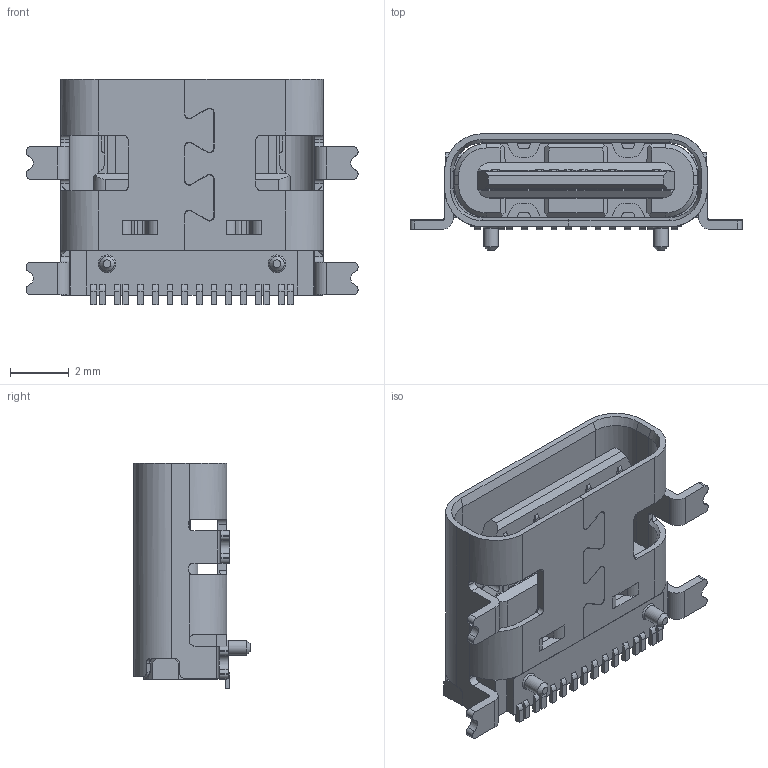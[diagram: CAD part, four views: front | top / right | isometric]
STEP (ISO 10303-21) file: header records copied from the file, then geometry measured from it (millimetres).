
FILE_DESCRIPTION(/* description */ (''),/* implementation_level */ '2;1');
FILE_NAME(/* name */ 'USB4110-GF-A_revA v3.step',/* time_stamp */ '2022-01-17T16:44:58+09:00',/* author */ (''),/* organization */ (''),/* preprocessor_version */ 'ST-DEVELOPER v18.1',/* originating_system */ 'Autodesk Translation Framework v10.10.0.1391',/* authorisation */ '');
FILE_SCHEMA (('AUTOMOTIVE_DESIGN { 1 0 10303 214 3 1 1 }'));
Length unit declared in the file: millimetre
Products named in the file (2): USB4110-GF-A_revA; USB4110
Assembly tree (1 placements, depth 2):
  USB4110-GF-A_revA
    USB4110
Bounding box: 11.3 x 3.96 x 7.68 mm (x, y, z)
Volume: 115 mm3; surface area: 484.3 mm2
Topology: 1 solids, 1 shells, 759 faces, 2198 edges, 1426 vertices
Faces by surface type: plane 481, cylinder 252, cone 22, bspline 4
Full cylindrical faces by diameter (mm): 0.5 x2, 0.6 x1
Entity records: 26040 total; most frequent: CARTESIAN_POINT 5071, ORIENTED_EDGE 4396, DIRECTION 4183, EDGE_CURVE 2198, LINE 1581, VECTOR 1581, VERTEX_POINT 1426, AXIS2_PLACEMENT_3D 1301
